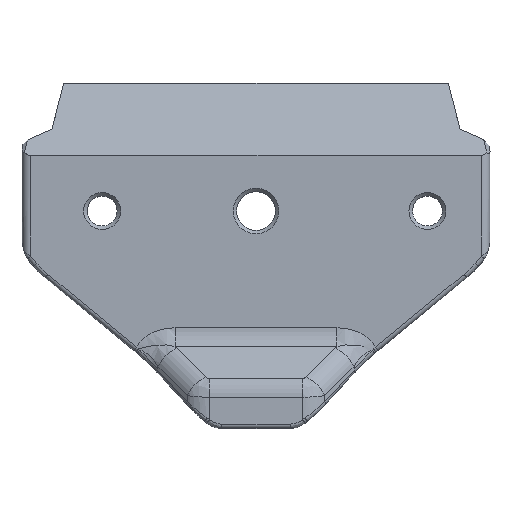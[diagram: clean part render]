
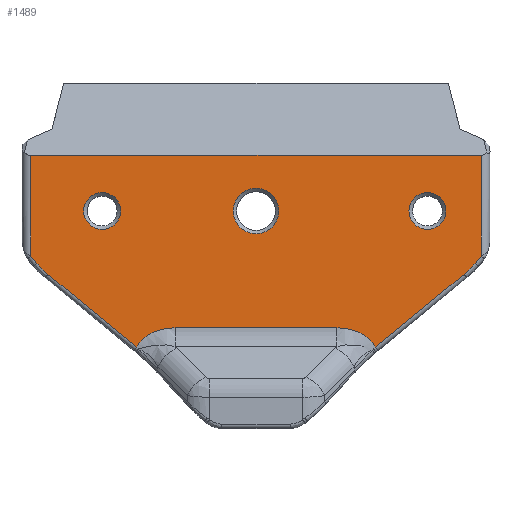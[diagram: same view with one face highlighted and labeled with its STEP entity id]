
A CAD part, top view. The second image highlights one B-rep face of the part: STEP entity #1489.
In plain terms, the highlighted planar face has unit normal (0, 0, 1).
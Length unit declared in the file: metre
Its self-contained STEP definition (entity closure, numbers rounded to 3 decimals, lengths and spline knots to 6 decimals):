
#27=B_SPLINE_CURVE_WITH_KNOTS('',3,(#2255,#2256,#2257,#2258,#2259,#2260),
 .UNSPECIFIED.,.F.,.F.,(4,1,1,4),(0.,0.002732,0.004098,
0.005464),.UNSPECIFIED.);
#33=B_SPLINE_CURVE_WITH_KNOTS('',3,(#2355,#2356,#2357,#2358,#2359,#2360),
 .UNSPECIFIED.,.F.,.F.,(4,1,1,4),(0.,0.002732,0.004098,
0.005464),.UNSPECIFIED.);
#126=CIRCLE('',#1535,0.002586);
#147=CIRCLE('',#1628,0.0021);
#148=CIRCLE('',#1629,0.0021);
#195=ELLIPSE('',#1630,0.00709,0.0045);
#196=ELLIPSE('',#1631,0.00709,0.0045);
#522=ORIENTED_EDGE('',*,*,#824,.T.);
#523=ORIENTED_EDGE('',*,*,#825,.T.);
#524=ORIENTED_EDGE('',*,*,#826,.T.);
#525=ORIENTED_EDGE('',*,*,#827,.T.);
#526=ORIENTED_EDGE('',*,*,#717,.F.);
#527=ORIENTED_EDGE('',*,*,#712,.F.);
#528=ORIENTED_EDGE('',*,*,#723,.T.);
#529=ORIENTED_EDGE('',*,*,#828,.T.);
#530=ORIENTED_EDGE('',*,*,#829,.T.);
#531=ORIENTED_EDGE('',*,*,#830,.T.);
#532=ORIENTED_EDGE('',*,*,#680,.F.);
#533=ORIENTED_EDGE('',*,*,#683,.T.);
#534=ORIENTED_EDGE('',*,*,#688,.T.);
#535=ORIENTED_EDGE('',*,*,#831,.T.);
#536=ORIENTED_EDGE('',*,*,#650,.T.);
#650=EDGE_CURVE('',#869,#869,#126,.T.);
#680=EDGE_CURVE('',#892,#893,#27,.T.);
#683=EDGE_CURVE('',#892,#895,#1012,.T.);
#688=EDGE_CURVE('',#895,#898,#33,.T.);
#712=EDGE_CURVE('',#912,#913,#1025,.T.);
#717=EDGE_CURVE('',#913,#916,#1027,.T.);
#723=EDGE_CURVE('',#912,#921,#1029,.T.);
#824=EDGE_CURVE('',#987,#987,#147,.T.);
#825=EDGE_CURVE('',#988,#988,#148,.T.);
#826=EDGE_CURVE('',#989,#990,#195,.F.);
#827=EDGE_CURVE('',#990,#916,#1083,.T.);
#828=EDGE_CURVE('',#921,#991,#1084,.F.);
#829=EDGE_CURVE('',#991,#992,#196,.F.);
#830=EDGE_CURVE('',#992,#893,#1085,.F.);
#831=EDGE_CURVE('',#898,#989,#1086,.T.);
#869=VERTEX_POINT('',#2047);
#892=VERTEX_POINT('',#2254);
#893=VERTEX_POINT('',#2261);
#895=VERTEX_POINT('',#2273);
#898=VERTEX_POINT('',#2354);
#912=VERTEX_POINT('',#2442);
#913=VERTEX_POINT('',#2444);
#916=VERTEX_POINT('',#2454);
#921=VERTEX_POINT('',#2471);
#987=VERTEX_POINT('',#2942);
#988=VERTEX_POINT('',#2944);
#989=VERTEX_POINT('',#2946);
#990=VERTEX_POINT('',#2947);
#991=VERTEX_POINT('',#2950);
#992=VERTEX_POINT('',#2952);
#1012=LINE('',#2272,#1106);
#1025=LINE('',#2443,#1119);
#1027=LINE('',#2453,#1121);
#1029=LINE('',#2472,#1123);
#1083=LINE('',#2948,#1177);
#1084=LINE('',#2949,#1178);
#1085=LINE('',#2953,#1179);
#1086=LINE('',#2954,#1180);
#1106=VECTOR('',#1746,1.);
#1119=VECTOR('',#1791,1.);
#1121=VECTOR('',#1803,1.);
#1123=VECTOR('',#1811,1.);
#1177=VECTOR('',#1955,1.);
#1178=VECTOR('',#1956,1.);
#1179=VECTOR('',#1959,1.);
#1180=VECTOR('',#1960,1.);
#1256=EDGE_LOOP('',(#522));
#1257=EDGE_LOOP('',(#523));
#1258=EDGE_LOOP('',(#524,#525,#526,#527,#528,#529,#530,#531,#532,#533,#534,
#535));
#1259=EDGE_LOOP('',(#536));
#1362=FACE_BOUND('',#1256,.T.);
#1363=FACE_BOUND('',#1257,.T.);
#1364=FACE_BOUND('',#1258,.T.);
#1365=FACE_BOUND('',#1259,.T.);
#1423=PLANE('',#1627);
#1489=ADVANCED_FACE('',(#1362,#1363,#1364,#1365),#1423,.F.);
#1535=AXIS2_PLACEMENT_3D('',#2046,#1685,#1686);
#1627=AXIS2_PLACEMENT_3D('',#2940,#1947,#1948);
#1628=AXIS2_PLACEMENT_3D('',#2941,#1949,#1950);
#1629=AXIS2_PLACEMENT_3D('',#2943,#1951,#1952);
#1630=AXIS2_PLACEMENT_3D('',#2945,#1953,#1954);
#1631=AXIS2_PLACEMENT_3D('',#2951,#1957,#1958);
#1685=DIRECTION('',(0.,0.,-1.));
#1686=DIRECTION('',(0.,-1.,0.));
#1746=DIRECTION('',(1.,0.,0.));
#1791=DIRECTION('',(1.,0.,0.));
#1803=DIRECTION('',(0.,-1.,0.));
#1811=DIRECTION('',(0.,-1.,0.));
#1947=DIRECTION('',(0.,0.,-1.));
#1948=DIRECTION('',(-1.,0.,0.));
#1949=DIRECTION('',(0.,0.,-1.));
#1950=DIRECTION('',(0.,1.,0.));
#1951=DIRECTION('',(0.,0.,-1.));
#1952=DIRECTION('',(0.,1.,0.));
#1953=DIRECTION('',(0.,0.,-1.));
#1954=DIRECTION('',(-0.871,-0.491,0.));
#1955=DIRECTION('',(0.643,0.766,0.));
#1956=DIRECTION('',(-0.643,0.766,0.));
#1957=DIRECTION('',(0.,0.,-1.));
#1958=DIRECTION('',(0.871,-0.491,0.));
#1959=DIRECTION('',(-0.773,0.634,0.));
#1960=DIRECTION('',(0.773,0.634,0.));
#2046=CARTESIAN_POINT('',(0.,0.,0.0084));
#2047=CARTESIAN_POINT('',(0.,-0.002586,0.0084));
#2254=CARTESIAN_POINT('',(-0.009209,-0.013284,0.0084));
#2255=CARTESIAN_POINT('',(-0.009209,-0.013284,0.0084));
#2256=CARTESIAN_POINT('',(-0.01012,-0.013284,0.0084));
#2257=CARTESIAN_POINT('',(-0.011479,-0.013559,0.0084));
#2258=CARTESIAN_POINT('',(-0.012998,-0.014576,0.0084));
#2259=CARTESIAN_POINT('',(-0.013554,-0.015335,0.0084));
#2260=CARTESIAN_POINT('',(-0.013693,-0.015769,0.0084));
#2261=CARTESIAN_POINT('',(-0.013576,-0.015477,0.0084));
#2272=CARTESIAN_POINT('',(0.000052,-0.013284,0.0084));
#2273=CARTESIAN_POINT('',(0.009209,-0.013284,0.0084));
#2354=CARTESIAN_POINT('',(0.013576,-0.015477,0.0084));
#2355=CARTESIAN_POINT('',(0.009209,-0.013284,0.0084));
#2356=CARTESIAN_POINT('',(0.01012,-0.013284,0.0084));
#2357=CARTESIAN_POINT('',(0.011479,-0.013559,0.0084));
#2358=CARTESIAN_POINT('',(0.012998,-0.014576,0.0084));
#2359=CARTESIAN_POINT('',(0.013554,-0.015335,0.0084));
#2360=CARTESIAN_POINT('',(0.013693,-0.015769,0.0084));
#2442=CARTESIAN_POINT('',(-0.025618,0.006343,0.0084));
#2443=CARTESIAN_POINT('',(0.01013,0.006343,0.0084));
#2444=CARTESIAN_POINT('',(0.025618,0.006343,0.0084));
#2453=CARTESIAN_POINT('',(0.025618,-0.010821,0.0084));
#2454=CARTESIAN_POINT('',(0.025618,-0.005137,0.0084));
#2471=CARTESIAN_POINT('',(-0.025618,-0.005137,0.0084));
#2472=CARTESIAN_POINT('',(-0.025618,-0.010821,0.0084));
#2940=CARTESIAN_POINT('',(0.000052,-0.010821,0.0084));
#2941=CARTESIAN_POINT('',(0.019501,0.000003,0.0084));
#2942=CARTESIAN_POINT('',(0.019501,0.002103,0.0084));
#2943=CARTESIAN_POINT('',(-0.017499,0.000003,0.0084));
#2944=CARTESIAN_POINT('',(-0.017499,0.002103,0.0084));
#2945=CARTESIAN_POINT('',(0.019891,-0.004345,0.0084));
#2946=CARTESIAN_POINT('',(0.023671,-0.007192,0.0084));
#2947=CARTESIAN_POINT('',(0.024941,-0.005944,0.0084));
#2948=CARTESIAN_POINT('',(0.012256,-0.021061,0.0084));
#2949=CARTESIAN_POINT('',(-0.023776,-0.007332,0.0084));
#2950=CARTESIAN_POINT('',(-0.024941,-0.005944,0.0084));
#2951=CARTESIAN_POINT('',(-0.019891,-0.004345,0.0084));
#2952=CARTESIAN_POINT('',(-0.023671,-0.007192,0.0084));
#2953=CARTESIAN_POINT('',(-0.007716,-0.020287,0.0084));
#2954=CARTESIAN_POINT('',(0.007779,-0.020235,0.0084));
